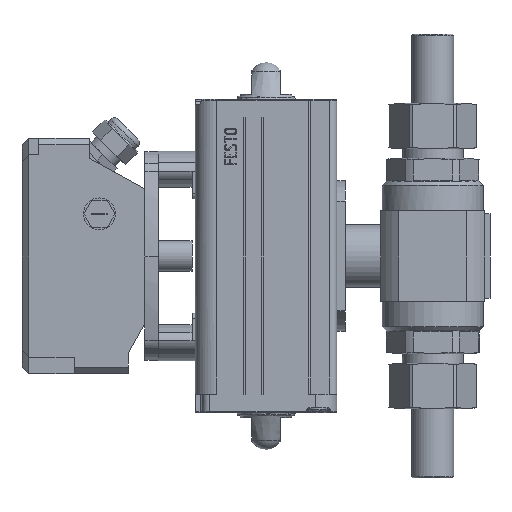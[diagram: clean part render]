
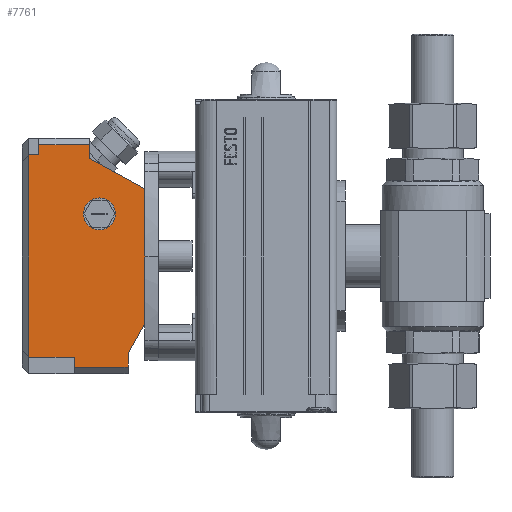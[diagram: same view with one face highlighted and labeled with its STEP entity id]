
A CAD part, left-side view. The second image highlights one B-rep face of the part: STEP entity #7761.
In plain terms, the highlighted planar face has unit normal (-1, 0, 0).
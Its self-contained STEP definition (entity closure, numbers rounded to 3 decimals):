
#7761=ADVANCED_FACE('',(#15849,#15851),#15853,.F.);
#15849=FACE_BOUND('',#15850,.T.);
#15850=EDGE_LOOP('',(#20663,#20664,#20665,#20666,#20667,#20668,#20669,#20670,#20671,
#20672,#20673,#20674));
#15851=FACE_BOUND('',#15852,.T.);
#15852=EDGE_LOOP('',(#20675));
#15853=PLANE('',#15854);
#15854=AXIS2_PLACEMENT_3D('',#15855,#15856,#15857);
#15855=CARTESIAN_POINT('',(-31.5,171.001,41.));
#15856=DIRECTION('',(1.,0.,0.));
#15857=DIRECTION('',(0.,0.,-1.));
#20663=ORIENTED_EDGE('',*,*,#23196,.F.);
#20664=ORIENTED_EDGE('',*,*,#23197,.F.);
#20665=ORIENTED_EDGE('',*,*,#23198,.F.);
#20666=ORIENTED_EDGE('',*,*,#23199,.F.);
#20667=ORIENTED_EDGE('',*,*,#23200,.F.);
#20668=ORIENTED_EDGE('',*,*,#23201,.F.);
#20669=ORIENTED_EDGE('',*,*,#23143,.F.);
#20670=ORIENTED_EDGE('',*,*,#23149,.F.);
#20671=ORIENTED_EDGE('',*,*,#23202,.F.);
#20672=ORIENTED_EDGE('',*,*,#23203,.F.);
#20673=ORIENTED_EDGE('',*,*,#23160,.F.);
#20674=ORIENTED_EDGE('',*,*,#23204,.F.);
#20675=ORIENTED_EDGE('',*,*,#21792,.F.);
#21792=EDGE_CURVE('',#24458,#24458,#24459,.T.);
#23143=EDGE_CURVE('',#26733,#26735,#26736,.T.);
#23149=EDGE_CURVE('',#26743,#26733,#26745,.T.);
#23160=EDGE_CURVE('',#26762,#26764,#26765,.T.);
#23196=EDGE_CURVE('',#26826,#26827,#26828,.T.);
#23197=EDGE_CURVE('',#26829,#26826,#26830,.T.);
#23198=EDGE_CURVE('',#26831,#26829,#26832,.T.);
#23199=EDGE_CURVE('',#26833,#26831,#26834,.T.);
#23200=EDGE_CURVE('',#26835,#26833,#26836,.T.);
#23201=EDGE_CURVE('',#26735,#26835,#26837,.T.);
#23202=EDGE_CURVE('',#26838,#26743,#26839,.T.);
#23203=EDGE_CURVE('',#26764,#26838,#26840,.T.);
#23204=EDGE_CURVE('',#26827,#26762,#26841,.T.);
#24458=VERTEX_POINT('',#38363);
#24459=CIRCLE('',#38364,9.5);
#26733=VERTEX_POINT('',#46848);
#26735=VERTEX_POINT('',#46852);
#26736=LINE('',#46853,#46854);
#26743=VERTEX_POINT('',#46870);
#26745=LINE('',#46874,#46875);
#26762=VERTEX_POINT('',#46913);
#26764=VERTEX_POINT('',#46917);
#26765=LINE('',#46918,#46919);
#26826=VERTEX_POINT('',#47051);
#26827=VERTEX_POINT('',#47052);
#26828=LINE('',#47053,#47054);
#26829=VERTEX_POINT('',#47056);
#26830=LINE('',#47057,#47058);
#26831=VERTEX_POINT('',#47060);
#26832=LINE('',#47061,#47062);
#26833=VERTEX_POINT('',#47064);
#26834=LINE('',#47065,#47066);
#26835=VERTEX_POINT('',#47068);
#26836=LINE('',#47069,#47070);
#26837=LINE('',#47072,#47073);
#26838=VERTEX_POINT('',#47075);
#26839=LINE('',#47076,#47077);
#26840=LINE('',#47079,#47080);
#26841=LINE('',#47082,#47083);
#38363=CARTESIAN_POINT('',(-31.5,198.001,75.5));
#38364=AXIS2_PLACEMENT_3D('',#38365,#38366,#38367);
#38365=CARTESIAN_POINT('',(-31.5,198.001,66.));
#38366=DIRECTION('',(-1.,0.,0.));
#38367=DIRECTION('',(0.,0.,1.));
#46848=CARTESIAN_POINT('',(-31.5,181.001,-17.));
#46852=CARTESIAN_POINT('',(-31.5,181.001,-25.));
#46853=CARTESIAN_POINT('',(-31.5,181.001,-17.));
#46854=VECTOR('',#46855,1.);
#46855=DIRECTION('',(0.,0.,-1.));
#46870=CARTESIAN_POINT('',(-31.5,171.001,1.));
#46874=CARTESIAN_POINT('',(-31.5,171.001,1.));
#46875=VECTOR('',#46876,1.);
#46876=DIRECTION('',(0.,0.486,-0.874));
#46913=CARTESIAN_POINT('',(-31.5,204.001,107.));
#46917=CARTESIAN_POINT('',(-31.5,204.001,99.));
#46918=CARTESIAN_POINT('',(-31.5,204.001,107.));
#46919=VECTOR('',#46920,1.);
#46920=DIRECTION('',(0.,0.,-1.));
#47051=CARTESIAN_POINT('',(-31.5,234.001,101.));
#47052=CARTESIAN_POINT('',(-31.5,234.001,107.));
#47053=CARTESIAN_POINT('',(-31.5,234.001,101.));
#47054=VECTOR('',#47055,1.);
#47055=DIRECTION('',(0.,0.,1.));
#47056=CARTESIAN_POINT('',(-31.5,240.001,101.));
#47057=CARTESIAN_POINT('',(-31.5,240.001,101.));
#47058=VECTOR('',#47059,1.);
#47059=DIRECTION('',(0.,-1.,0.));
#47060=CARTESIAN_POINT('',(-31.5,240.001,-19.));
#47061=CARTESIAN_POINT('',(-31.5,240.001,-19.));
#47062=VECTOR('',#47063,1.);
#47063=DIRECTION('',(0.,0.,1.));
#47064=CARTESIAN_POINT('',(-31.5,213.001,-19.));
#47065=CARTESIAN_POINT('',(-31.5,213.001,-19.));
#47066=VECTOR('',#47067,1.);
#47067=DIRECTION('',(0.,1.,0.));
#47068=CARTESIAN_POINT('',(-31.5,213.001,-25.));
#47069=CARTESIAN_POINT('',(-31.5,213.001,-25.));
#47070=VECTOR('',#47071,1.);
#47071=DIRECTION('',(0.,0.,1.));
#47072=CARTESIAN_POINT('',(-31.5,181.001,-25.));
#47073=VECTOR('',#47074,1.);
#47074=DIRECTION('',(0.,1.,0.));
#47075=CARTESIAN_POINT('',(-31.5,171.001,81.));
#47076=CARTESIAN_POINT('',(-31.5,171.001,81.));
#47077=VECTOR('',#47078,1.);
#47078=DIRECTION('',(0.,0.,-1.));
#47079=CARTESIAN_POINT('',(-31.5,204.001,99.));
#47080=VECTOR('',#47081,1.);
#47081=DIRECTION('',(0.,-0.878,-0.479));
#47082=CARTESIAN_POINT('',(-31.5,234.001,107.));
#47083=VECTOR('',#47084,1.);
#47084=DIRECTION('',(0.,-1.,0.));
